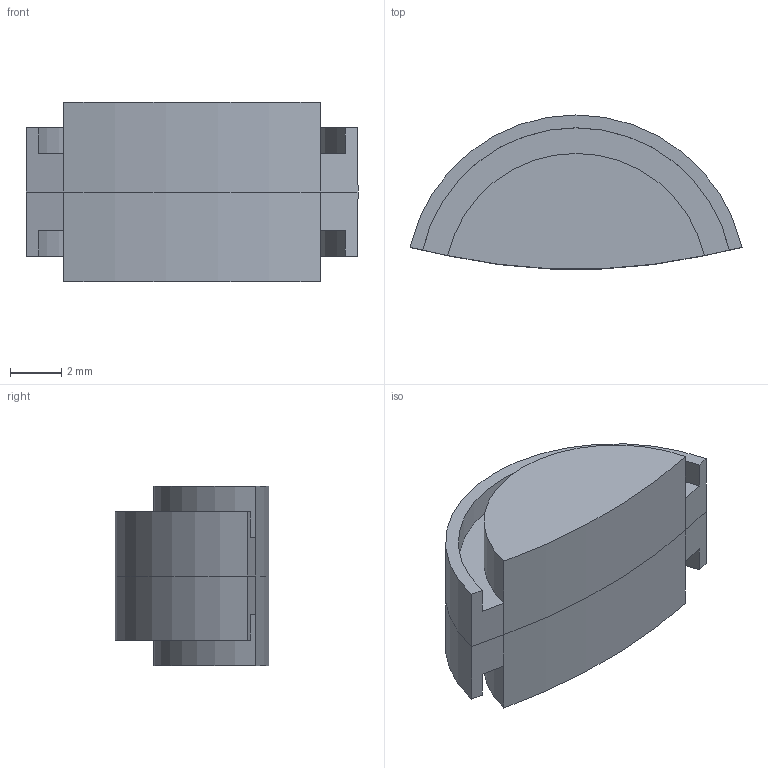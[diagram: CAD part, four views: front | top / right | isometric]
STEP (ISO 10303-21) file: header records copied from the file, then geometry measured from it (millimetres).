
FILE_DESCRIPTION(/* description */ (''),/* implementation_level */ '2;1');
FILE_NAME(/* name */ 'Arm Inside Socket v3.step',/* time_stamp */ '2018-02-05T15:20:24+01:00',/* author */ ('trm79'),/* organization */ (''),/* preprocessor_version */ 'ST-DEVELOPER v16.13',/* originating_system */ 'Autodesk Translation Framework v6.5.0.72',/* authorisation */ '');
FILE_SCHEMA (('AUTOMOTIVE_DESIGN { 1 0 10303 214 3 1 1 }'));
Length unit declared in the file: centimetre
Products named in the file (1): Arm Inside Socket
Bounding box: 12.93 x 5.99 x 7 mm (x, y, z)
Volume: 320.7 mm3; surface area: 486.7 mm2
Topology: 2 solids, 2 shells, 20 faces, 44 edges, 28 vertices
Faces by surface type: plane 12, cylinder 8
Entity records: 584 total; most frequent: DIRECTION 102, CARTESIAN_POINT 93, ORIENTED_EDGE 88, EDGE_CURVE 44, AXIS2_PLACEMENT_3D 37, LINE 28, VECTOR 28, VERTEX_POINT 28
